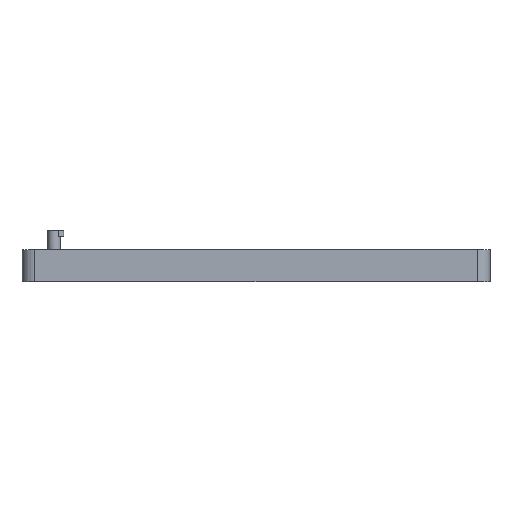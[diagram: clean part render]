
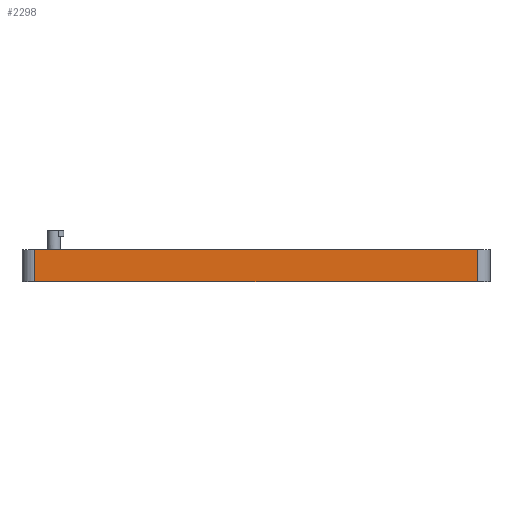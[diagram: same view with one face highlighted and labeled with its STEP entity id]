
A CAD part, front view. The second image highlights one B-rep face of the part: STEP entity #2298.
In plain terms, the highlighted planar face has unit normal (0, -1, 0).
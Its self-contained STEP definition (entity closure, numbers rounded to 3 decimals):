
#97=PLANE('',#2546);
#214=FACE_OUTER_BOUND('',#360,.T.);
#360=EDGE_LOOP('',(#1962,#1963,#1964,#1965));
#483=LINE('',#3602,#691);
#510=LINE('',#3700,#718);
#537=LINE('',#3790,#745);
#544=LINE('',#3808,#752);
#691=VECTOR('',#2920,10.);
#718=VECTOR('',#3023,10.);
#745=VECTOR('',#3112,10.);
#752=VECTOR('',#3135,10.);
#1038=VERTEX_POINT('',#3595);
#1041=VERTEX_POINT('',#3600);
#1073=VERTEX_POINT('',#3697);
#1074=VERTEX_POINT('',#3699);
#1309=EDGE_CURVE('',#1038,#1041,#483,.T.);
#1357=EDGE_CURVE('',#1073,#1074,#510,.T.);
#1402=EDGE_CURVE('',#1074,#1041,#537,.T.);
#1412=EDGE_CURVE('',#1073,#1038,#544,.T.);
#1962=ORIENTED_EDGE('',*,*,#1412,.T.);
#1963=ORIENTED_EDGE('',*,*,#1309,.T.);
#1964=ORIENTED_EDGE('',*,*,#1402,.F.);
#1965=ORIENTED_EDGE('',*,*,#1357,.F.);
#2298=ADVANCED_FACE('',(#214),#97,.T.);
#2546=AXIS2_PLACEMENT_3D('',#3807,#3133,#3134);
#2920=DIRECTION('',(0.,0.,1.));
#3023=DIRECTION('',(0.,0.,1.));
#3112=DIRECTION('',(1.,0.,0.));
#3133=DIRECTION('center_axis',(0.,-1.,0.));
#3134=DIRECTION('ref_axis',(1.,0.,0.));
#3135=DIRECTION('',(1.,0.,0.));
#3595=CARTESIAN_POINT('',(215.699,-328.53,0.));
#3600=CARTESIAN_POINT('',(215.699,-328.53,20.));
#3602=CARTESIAN_POINT('',(215.699,-328.53,0.));
#3697=CARTESIAN_POINT('',(-56.701,-328.53,0.));
#3699=CARTESIAN_POINT('',(-56.701,-328.53,20.));
#3700=CARTESIAN_POINT('',(-56.701,-328.53,0.));
#3790=CARTESIAN_POINT('',(-64.701,-328.53,20.));
#3807=CARTESIAN_POINT('Origin',(39.499,-328.53,0.));
#3808=CARTESIAN_POINT('',(-64.701,-328.53,0.));
